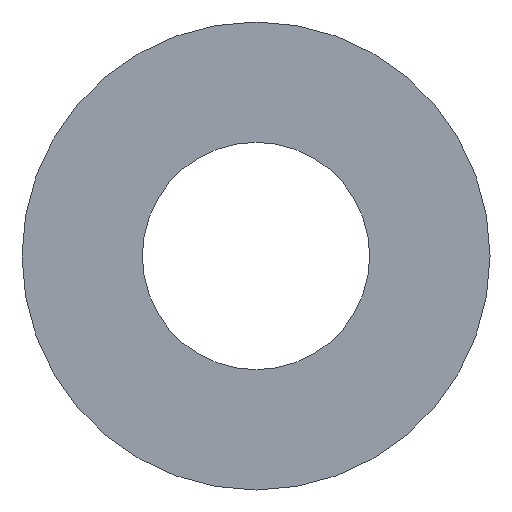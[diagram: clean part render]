
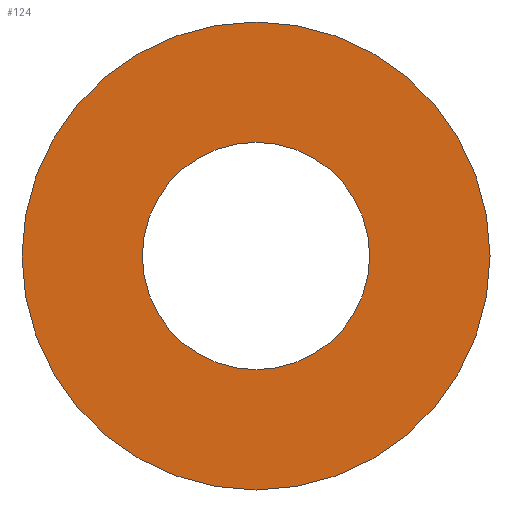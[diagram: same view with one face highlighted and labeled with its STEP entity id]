
A CAD part, front view. The second image highlights one B-rep face of the part: STEP entity #124.
In plain terms, the highlighted planar face has unit normal (0, -1, 0).
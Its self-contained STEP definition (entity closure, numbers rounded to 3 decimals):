
#18=PLANE('',#146);
#32=FACE_BOUND('',#62,.T.);
#42=FACE_OUTER_BOUND('',#61,.T.);
#61=EDGE_LOOP('',(#111));
#62=EDGE_LOOP('',(#112));
#71=CIRCLE('',#143,1.7);
#72=CIRCLE('',#145,3.5);
#81=VERTEX_POINT('',#214);
#82=VERTEX_POINT('',#217);
#91=EDGE_CURVE('',#81,#81,#71,.T.);
#92=EDGE_CURVE('',#82,#82,#72,.T.);
#111=ORIENTED_EDGE('',*,*,#92,.F.);
#112=ORIENTED_EDGE('',*,*,#91,.F.);
#124=ADVANCED_FACE('',(#42,#32),#18,.F.);
#143=AXIS2_PLACEMENT_3D('',#215,#181,#182);
#145=AXIS2_PLACEMENT_3D('',#218,#185,#186);
#146=AXIS2_PLACEMENT_3D('',#219,#187,#188);
#181=DIRECTION('center_axis',(0.,-1.,0.));
#182=DIRECTION('ref_axis',(1.,0.,0.));
#185=DIRECTION('center_axis',(0.,1.,0.));
#186=DIRECTION('ref_axis',(1.,0.,0.));
#187=DIRECTION('center_axis',(0.,1.,0.));
#188=DIRECTION('ref_axis',(1.,0.,0.));
#214=CARTESIAN_POINT('',(-1.7,0.,0.));
#215=CARTESIAN_POINT('Origin',(0.,0.,0.));
#217=CARTESIAN_POINT('',(-3.5,0.,0.));
#218=CARTESIAN_POINT('Origin',(0.,0.,0.));
#219=CARTESIAN_POINT('Origin',(0.,0.,0.));
